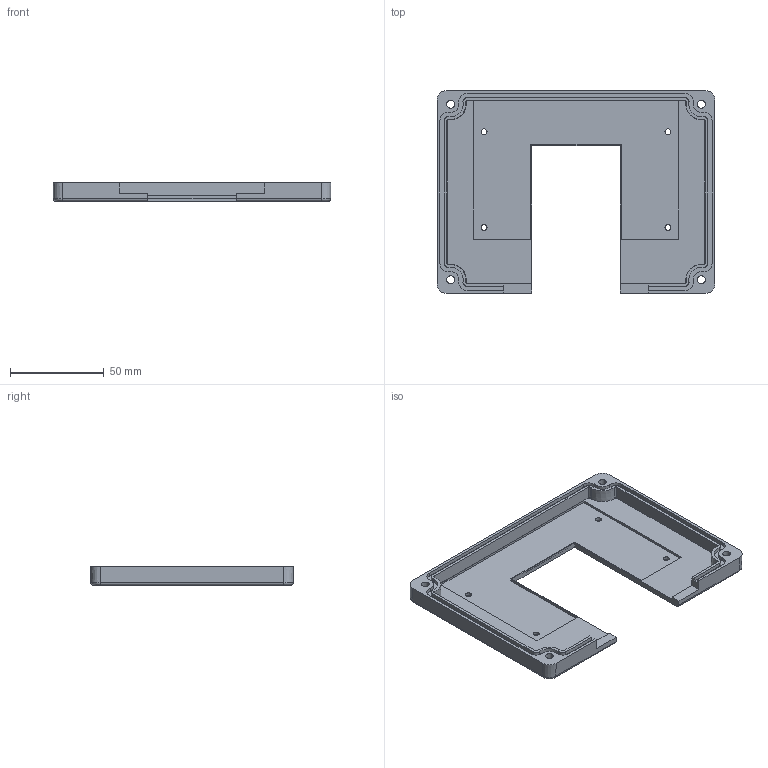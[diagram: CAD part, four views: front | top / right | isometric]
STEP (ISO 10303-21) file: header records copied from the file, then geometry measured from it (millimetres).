
FILE_DESCRIPTION(('FreeCAD Model'),'2;1');
FILE_NAME('AN05C.step','2017-04-03T11:48:53',('Author'),(''), 'Open CASCADE STEP processor 6.8','FreeCAD','Unknown');
FILE_SCHEMA(('AUTOMOTIVE_DESIGN_CC2 { 1 2 10303 214 -1 1 5 4 }'));
Length unit declared in the file: millimetre
Products named in the file (2): ASSEMBLY; AN-05C_-_Top_and_Front_Chip_Access,_Connector_Board_Mount_Holes
Assembly tree (1 placements, depth 2):
  ASSEMBLY
    AN-05C_-_Top_and_Front_Chip_Access,_Connector_Board_Mount_Holes
Bounding box: 148 x 108 x 10 mm (x, y, z)
Volume: 44331.9 mm3; surface area: 34393.4 mm2
Topology: 1 solids, 1 shells, 131 faces, 361 edges, 232 vertices
Faces by surface type: cylinder 49, plane 42, cone 36, torus 4
Full cylindrical faces by diameter (mm): 3.2 x4
Entity records: 16576 total; most frequent: CARTESIAN_POINT 9902, DIRECTION 1112, ORIENTED_EDGE 722, PCURVE 722, DEFINITIONAL_REPRESENTATION 722, LINE 457, VECTOR 457, EDGE_CURVE 361
